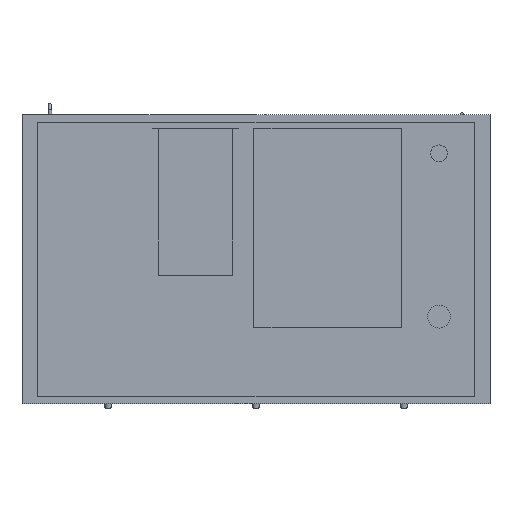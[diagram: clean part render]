
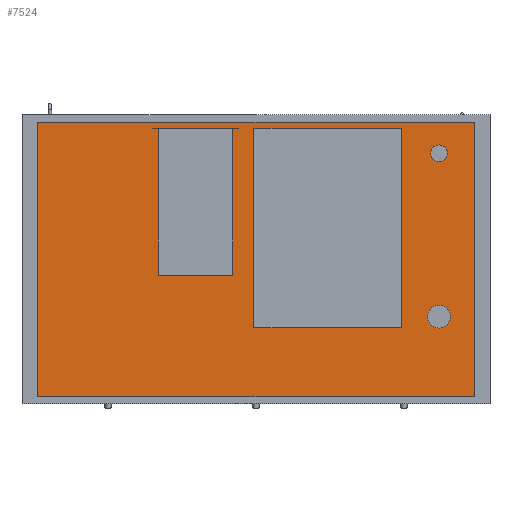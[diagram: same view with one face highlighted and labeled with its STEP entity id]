
A CAD part, front view. The second image highlights one B-rep face of the part: STEP entity #7524.
In plain terms, the highlighted planar face has unit normal (0, -1, 0).
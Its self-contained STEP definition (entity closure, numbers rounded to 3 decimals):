
#484=FACE_OUTER_BOUND('',#973,.T.);
#973=EDGE_LOOP('',(#5029,#5030,#5031,#5032));
#1482=LINE('',#11130,#2342);
#1484=LINE('',#11134,#2344);
#1485=LINE('',#11136,#2345);
#1486=LINE('',#11137,#2346);
#2342=VECTOR('',#8845,10.);
#2344=VECTOR('',#8849,10.);
#2345=VECTOR('',#8850,10.);
#2346=VECTOR('',#8851,10.);
#3193=VERTEX_POINT('',#11127);
#3194=VERTEX_POINT('',#11129);
#3195=VERTEX_POINT('',#11133);
#3196=VERTEX_POINT('',#11135);
#3922=EDGE_CURVE('',#3193,#3194,#1482,.T.);
#3924=EDGE_CURVE('',#3195,#3193,#1484,.T.);
#3925=EDGE_CURVE('',#3196,#3195,#1485,.T.);
#3926=EDGE_CURVE('',#3194,#3196,#1486,.T.);
#5029=ORIENTED_EDGE('',*,*,#3924,.F.);
#5030=ORIENTED_EDGE('',*,*,#3925,.F.);
#5031=ORIENTED_EDGE('',*,*,#3926,.F.);
#5032=ORIENTED_EDGE('',*,*,#3922,.F.);
#7145=PLANE('',#8095);
#7524=ADVANCED_FACE('',(#484),#7145,.T.);
#8095=AXIS2_PLACEMENT_3D('',#11132,#8847,#8848);
#8845=DIRECTION('',(0.,0.,1.));
#8847=DIRECTION('center_axis',(0.,-1.,0.));
#8848=DIRECTION('ref_axis',(0.,0.,-1.));
#8849=DIRECTION('',(-1.,0.,0.));
#8850=DIRECTION('',(0.,0.,-1.));
#8851=DIRECTION('',(1.,0.,0.));
#11127=CARTESIAN_POINT('',(-525.,-185.,-330.));
#11129=CARTESIAN_POINT('',(-525.,-185.,330.));
#11130=CARTESIAN_POINT('',(-525.,-185.,330.));
#11132=CARTESIAN_POINT('Origin',(0.,-185.,330.));
#11133=CARTESIAN_POINT('',(525.,-185.,-330.));
#11134=CARTESIAN_POINT('',(0.,-185.,-330.));
#11135=CARTESIAN_POINT('',(525.,-185.,330.));
#11136=CARTESIAN_POINT('',(525.,-185.,330.));
#11137=CARTESIAN_POINT('',(0.,-185.,330.));
